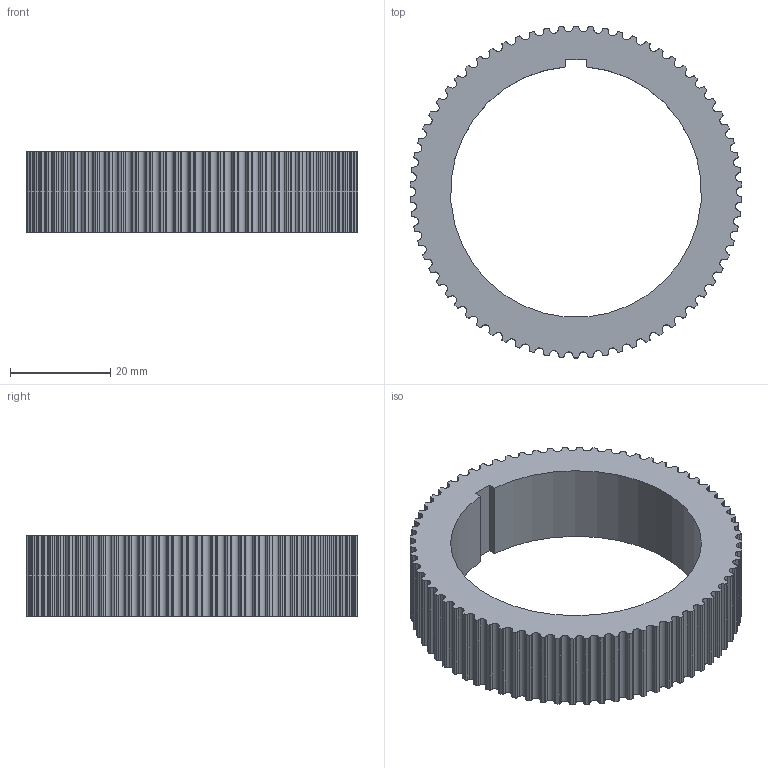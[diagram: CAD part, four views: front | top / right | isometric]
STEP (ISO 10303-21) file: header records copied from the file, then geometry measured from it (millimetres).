
FILE_DESCRIPTION(('FreeCAD Model'),'2;1');
FILE_NAME('Open CASCADE Shape Model','2024-01-24T20:03:29',(''),(''), 'Open CASCADE STEP processor 7.6','FreeCAD','Unknown');
FILE_SCHEMA(('AUTOMOTIVE_DESIGN { 1 0 10303 214 1 1 1 1 }'));
Length unit declared in the file: millimetre
Products named in the file (1): Gear
Bounding box: 66.08 x 66.12 x 16 mm (x, y, z)
Volume: 21503.3 mm3; surface area: 9957.1 mm2
Topology: 1 solids, 1 shells, 426 faces, 1272 edges, 848 vertices
Faces by surface type: cylinder 351, plane 75
Entity records: 31280 total; most frequent: DIRECTION 5372, CARTESIAN_POINT 5091, ORIENTED_EDGE 2544, PCURVE 2544, DEFINITIONAL_REPRESENTATION 2544, LINE 2412, VECTOR 2412, CIRCLE 1404
